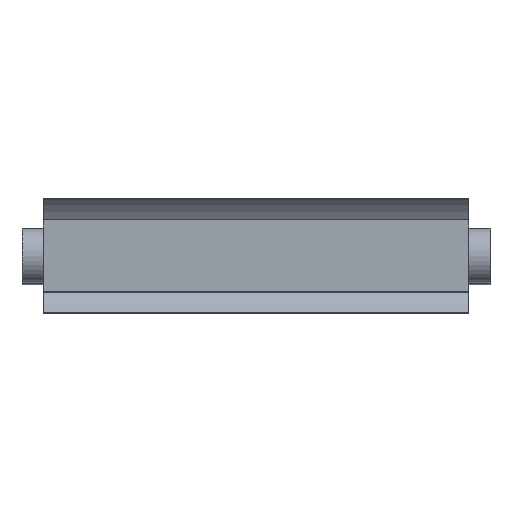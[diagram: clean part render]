
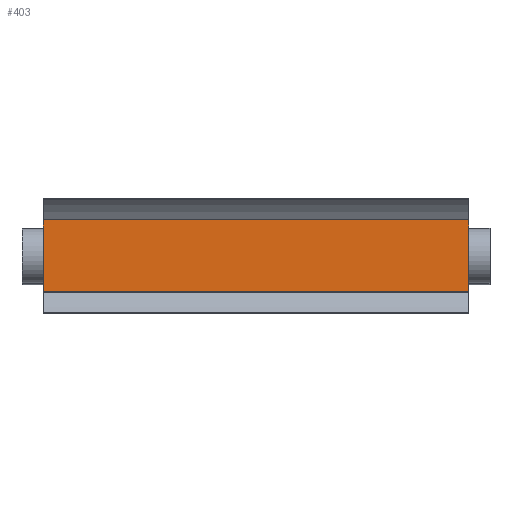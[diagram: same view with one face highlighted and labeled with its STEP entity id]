
A CAD part, top view. The second image highlights one B-rep face of the part: STEP entity #403.
In plain terms, the highlighted planar face has unit normal (0, 0, 1).
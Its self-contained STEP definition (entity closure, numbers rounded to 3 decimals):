
#56=ORIENTED_EDGE('',*,*,#156,.F.);
#57=ORIENTED_EDGE('',*,*,#155,.F.);
#58=ORIENTED_EDGE('',*,*,#157,.T.);
#59=ORIENTED_EDGE('',*,*,#158,.T.);
#155=EDGE_CURVE('',#205,#203,#243,.T.);
#156=EDGE_CURVE('',#203,#206,#244,.T.);
#157=EDGE_CURVE('',#205,#207,#245,.T.);
#158=EDGE_CURVE('',#207,#206,#246,.T.);
#203=VERTEX_POINT('',#615);
#205=VERTEX_POINT('',#619);
#206=VERTEX_POINT('',#623);
#207=VERTEX_POINT('',#625);
#243=LINE('',#620,#271);
#244=LINE('',#622,#272);
#245=LINE('',#624,#273);
#246=LINE('',#626,#274);
#271=VECTOR('',#496,1000.);
#272=VECTOR('',#499,1000.);
#273=VECTOR('',#500,1000.);
#274=VECTOR('',#501,1000.);
#297=EDGE_LOOP('',(#56,#57,#58,#59));
#341=FACE_BOUND('',#297,.T.);
#385=PLANE('',#444);
#403=ADVANCED_FACE('',(#341),#385,.T.);
#444=AXIS2_PLACEMENT_3D('',#621,#497,#498);
#496=DIRECTION('',(-1.,0.,0.));
#497=DIRECTION('',(0.,0.,1.));
#498=DIRECTION('',(0.,-1.,0.));
#499=DIRECTION('',(0.,1.,0.));
#500=DIRECTION('',(0.,1.,0.));
#501=DIRECTION('',(-1.,0.,0.));
#615=CARTESIAN_POINT('',(0.,-22.,14.75));
#619=CARTESIAN_POINT('',(260.,-22.,14.75));
#620=CARTESIAN_POINT('',(260.,-22.,14.75));
#621=CARTESIAN_POINT('',(260.,-22.,14.75));
#622=CARTESIAN_POINT('',(0.,-22.,14.75));
#623=CARTESIAN_POINT('',(0.,22.,14.75));
#624=CARTESIAN_POINT('',(260.,-22.,14.75));
#625=CARTESIAN_POINT('',(260.,22.,14.75));
#626=CARTESIAN_POINT('',(260.,22.,14.75));
